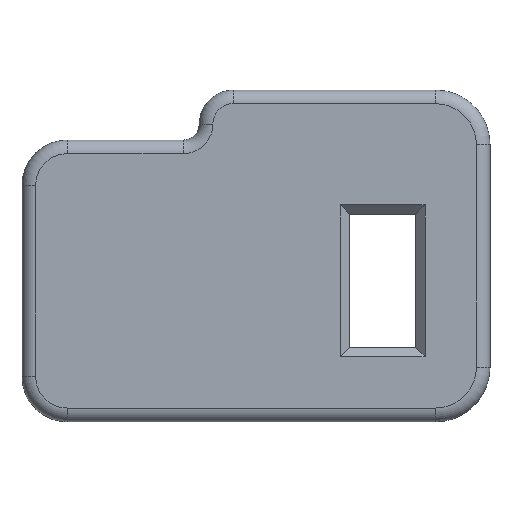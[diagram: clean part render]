
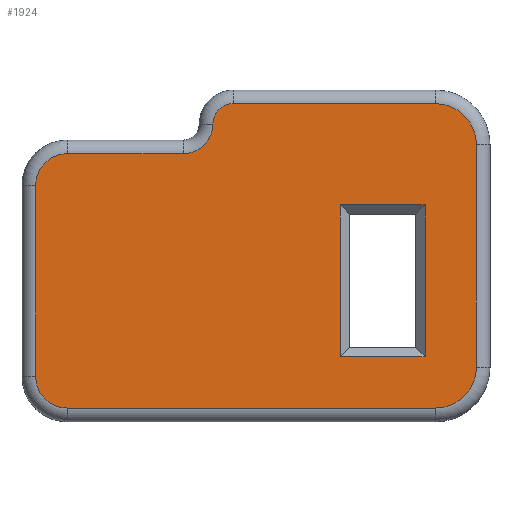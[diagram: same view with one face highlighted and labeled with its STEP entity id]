
A CAD part, top view. The second image highlights one B-rep face of the part: STEP entity #1924.
In plain terms, the highlighted planar face has unit normal (0, 0, 1).
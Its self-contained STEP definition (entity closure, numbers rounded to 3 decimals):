
#59=FACE_BOUND('',#632,.T.);
#78=LINE('',#2947,#261);
#81=LINE('',#2952,#264);
#84=LINE('',#2957,#267);
#85=LINE('',#2959,#268);
#86=LINE('',#2963,#269);
#87=LINE('',#2967,#270);
#88=LINE('',#2973,#271);
#89=LINE('',#2977,#272);
#90=LINE('',#2981,#273);
#261=VECTOR('',#2311,10.);
#264=VECTOR('',#2316,10.);
#267=VECTOR('',#2321,10.);
#268=VECTOR('',#2324,10.);
#269=VECTOR('',#2327,10.);
#270=VECTOR('',#2330,10.);
#271=VECTOR('',#2335,10.);
#272=VECTOR('',#2338,10.);
#273=VECTOR('',#2341,10.);
#439=PLANE('',#2060);
#506=FACE_OUTER_BOUND('',#631,.T.);
#631=EDGE_LOOP('',(#1371,#1372,#1373,#1374,#1375,#1376,#1377,#1378,#1379,
#1380,#1381));
#632=EDGE_LOOP('',(#1382,#1383,#1384,#1385));
#767=CIRCLE('',#2061,9.);
#768=CIRCLE('',#2062,4.5);
#769=CIRCLE('',#2063,6.5);
#770=CIRCLE('',#2064,7.);
#771=CIRCLE('',#2065,7.);
#772=CIRCLE('',#2066,9.);
#880=VERTEX_POINT('',#2945);
#881=VERTEX_POINT('',#2946);
#882=VERTEX_POINT('',#2951);
#883=VERTEX_POINT('',#2955);
#884=VERTEX_POINT('',#2961);
#885=VERTEX_POINT('',#2962);
#886=VERTEX_POINT('',#2964);
#887=VERTEX_POINT('',#2966);
#888=VERTEX_POINT('',#2968);
#889=VERTEX_POINT('',#2970);
#890=VERTEX_POINT('',#2972);
#891=VERTEX_POINT('',#2974);
#892=VERTEX_POINT('',#2976);
#893=VERTEX_POINT('',#2978);
#894=VERTEX_POINT('',#2980);
#1062=EDGE_CURVE('',#880,#881,#78,.T.);
#1065=EDGE_CURVE('',#881,#882,#81,.T.);
#1068=EDGE_CURVE('',#883,#880,#84,.T.);
#1069=EDGE_CURVE('',#882,#883,#85,.T.);
#1070=EDGE_CURVE('',#884,#885,#86,.T.);
#1071=EDGE_CURVE('',#886,#884,#767,.T.);
#1072=EDGE_CURVE('',#887,#886,#87,.T.);
#1073=EDGE_CURVE('',#888,#887,#768,.T.);
#1074=EDGE_CURVE('',#889,#888,#769,.T.);
#1075=EDGE_CURVE('',#890,#889,#88,.T.);
#1076=EDGE_CURVE('',#891,#890,#770,.T.);
#1077=EDGE_CURVE('',#892,#891,#89,.T.);
#1078=EDGE_CURVE('',#893,#892,#771,.T.);
#1079=EDGE_CURVE('',#894,#893,#90,.T.);
#1080=EDGE_CURVE('',#885,#894,#772,.T.);
#1371=ORIENTED_EDGE('',*,*,#1070,.F.);
#1372=ORIENTED_EDGE('',*,*,#1071,.F.);
#1373=ORIENTED_EDGE('',*,*,#1072,.F.);
#1374=ORIENTED_EDGE('',*,*,#1073,.F.);
#1375=ORIENTED_EDGE('',*,*,#1074,.F.);
#1376=ORIENTED_EDGE('',*,*,#1075,.F.);
#1377=ORIENTED_EDGE('',*,*,#1076,.F.);
#1378=ORIENTED_EDGE('',*,*,#1077,.F.);
#1379=ORIENTED_EDGE('',*,*,#1078,.F.);
#1380=ORIENTED_EDGE('',*,*,#1079,.F.);
#1381=ORIENTED_EDGE('',*,*,#1080,.F.);
#1382=ORIENTED_EDGE('',*,*,#1062,.F.);
#1383=ORIENTED_EDGE('',*,*,#1068,.F.);
#1384=ORIENTED_EDGE('',*,*,#1069,.F.);
#1385=ORIENTED_EDGE('',*,*,#1065,.F.);
#1924=ADVANCED_FACE('',(#506,#59),#439,.T.);
#2060=AXIS2_PLACEMENT_3D('',#2960,#2325,#2326);
#2061=AXIS2_PLACEMENT_3D('',#2965,#2328,#2329);
#2062=AXIS2_PLACEMENT_3D('',#2969,#2331,#2332);
#2063=AXIS2_PLACEMENT_3D('',#2971,#2333,#2334);
#2064=AXIS2_PLACEMENT_3D('',#2975,#2336,#2337);
#2065=AXIS2_PLACEMENT_3D('',#2979,#2339,#2340);
#2066=AXIS2_PLACEMENT_3D('',#2982,#2342,#2343);
#2311=DIRECTION('',(0.,-1.,0.));
#2316=DIRECTION('',(1.,0.,0.));
#2321=DIRECTION('',(-1.,0.,0.));
#2324=DIRECTION('',(0.,1.,0.));
#2325=DIRECTION('center_axis',(0.,0.,1.));
#2326=DIRECTION('ref_axis',(-1.,0.,0.));
#2327=DIRECTION('',(0.,-1.,0.));
#2328=DIRECTION('center_axis',(0.,0.,-1.));
#2329=DIRECTION('ref_axis',(0.707,0.707,0.));
#2330=DIRECTION('',(1.,0.,0.));
#2331=DIRECTION('center_axis',(0.,0.,-1.));
#2332=DIRECTION('ref_axis',(-0.707,0.707,0.));
#2333=DIRECTION('center_axis',(0.,0.,1.));
#2334=DIRECTION('ref_axis',(0.707,-0.707,0.));
#2335=DIRECTION('',(1.,0.,0.));
#2336=DIRECTION('center_axis',(0.,0.,-1.));
#2337=DIRECTION('ref_axis',(-0.707,0.707,0.));
#2338=DIRECTION('',(0.,1.,0.));
#2339=DIRECTION('center_axis',(0.,0.,-1.));
#2340=DIRECTION('ref_axis',(-0.707,-0.707,0.));
#2341=DIRECTION('',(-1.,0.,0.));
#2342=DIRECTION('center_axis',(0.,0.,-1.));
#2343=DIRECTION('ref_axis',(0.707,-0.707,0.));
#2945=CARTESIAN_POINT('',(61.,38.71,20.));
#2946=CARTESIAN_POINT('',(61.,5.29,20.));
#2947=CARTESIAN_POINT('',(61.,17.395,20.));
#2951=CARTESIAN_POINT('',(79.7,5.29,20.));
#2952=CARTESIAN_POINT('',(60.1,5.29,20.));
#2955=CARTESIAN_POINT('',(79.7,38.71,20.));
#2957=CARTESIAN_POINT('',(52.75,38.71,20.));
#2959=CARTESIAN_POINT('',(79.7,32.105,20.));
#2960=CARTESIAN_POINT('Origin',(42.5,27.5,20.));
#2961=CARTESIAN_POINT('',(91.,52.,20.));
#2962=CARTESIAN_POINT('',(91.,3.,20.));
#2963=CARTESIAN_POINT('',(91.,15.25,20.));
#2964=CARTESIAN_POINT('',(82.,61.,20.));
#2965=CARTESIAN_POINT('Origin',(82.,52.,20.));
#2966=CARTESIAN_POINT('',(37.5,61.,20.));
#2967=CARTESIAN_POINT('',(62.25,61.,20.));
#2968=CARTESIAN_POINT('',(33.,56.5,20.));
#2969=CARTESIAN_POINT('Origin',(37.5,56.5,20.));
#2970=CARTESIAN_POINT('',(26.5,50.,20.));
#2971=CARTESIAN_POINT('Origin',(26.5,56.5,20.));
#2972=CARTESIAN_POINT('',(1.,50.,20.));
#2973=CARTESIAN_POINT('',(34.5,50.,20.));
#2974=CARTESIAN_POINT('',(-6.,43.,20.));
#2975=CARTESIAN_POINT('Origin',(1.,43.,20.));
#2976=CARTESIAN_POINT('',(-6.,1.,20.));
#2977=CARTESIAN_POINT('',(-6.,35.25,20.));
#2978=CARTESIAN_POINT('',(1.,-6.,20.));
#2979=CARTESIAN_POINT('Origin',(1.,1.,20.));
#2980=CARTESIAN_POINT('',(82.,-6.,20.));
#2981=CARTESIAN_POINT('',(21.75,-6.,20.));
#2982=CARTESIAN_POINT('Origin',(82.,3.,20.));
